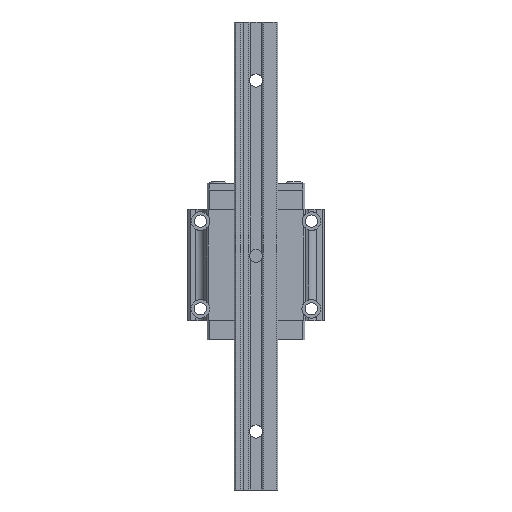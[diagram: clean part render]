
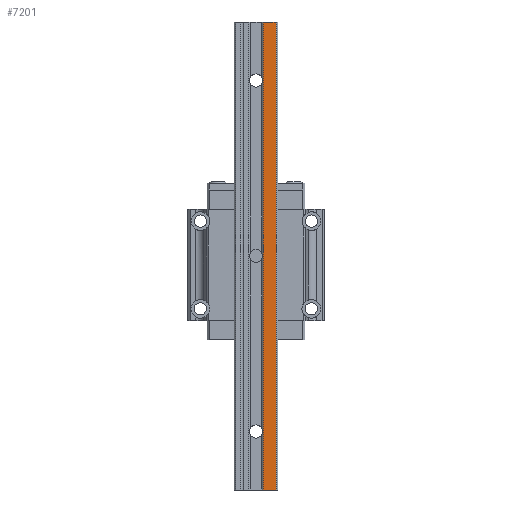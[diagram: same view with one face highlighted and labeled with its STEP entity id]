
A CAD part, front view. The second image highlights one B-rep face of the part: STEP entity #7201.
In plain terms, the highlighted planar face has unit normal (0, -1, 0).
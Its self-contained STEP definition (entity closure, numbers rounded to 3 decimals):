
#64 = CARTESIAN_POINT ( 'NONE',  ( 14.4, 0., -160. ) ) ;
#192 = VERTEX_POINT ( 'NONE', #5608 ) ;
#459 = DIRECTION ( 'NONE',  ( 0., 0., -1. ) ) ;
#643 = AXIS2_PLACEMENT_3D ( 'NONE', #2276, #1367, #459 ) ;
#1070 = VECTOR ( 'NONE', #5547, 1000. ) ;
#1238 = DIRECTION ( 'NONE',  ( 1., 0., 0. ) ) ;
#1367 = DIRECTION ( 'NONE',  ( 0., -1., 0. ) ) ;
#1696 = EDGE_CURVE ( 'NONE', #3483, #192, #3055, .T. ) ;
#1752 = ORIENTED_EDGE ( 'NONE', *, *, #6720, .T. ) ;
#1820 = ORIENTED_EDGE ( 'NONE', *, *, #1696, .F. ) ;
#2145 = CARTESIAN_POINT ( 'NONE',  ( 10., 0., 0. ) ) ;
#2276 = CARTESIAN_POINT ( 'NONE',  ( 10., 0., -160. ) ) ;
#2573 = EDGE_CURVE ( 'NONE', #3057, #3483, #7897, .T. ) ;
#2658 = VECTOR ( 'NONE', #6105, 1000. ) ;
#2865 = DIRECTION ( 'NONE',  ( 0., 0., 1. ) ) ;
#3055 = LINE ( 'NONE', #2145, #7215 ) ;
#3057 = VERTEX_POINT ( 'NONE', #8780 ) ;
#3185 = PLANE ( 'NONE',  #643 ) ;
#3483 = VERTEX_POINT ( 'NONE', #6090 ) ;
#3778 = CARTESIAN_POINT ( 'NONE',  ( 14.4, 0., -160. ) ) ;
#4534 = ORIENTED_EDGE ( 'NONE', *, *, #6639, .T. ) ;
#4670 = VERTEX_POINT ( 'NONE', #64 ) ;
#4696 = LINE ( 'NONE', #3778, #6589 ) ;
#5547 = DIRECTION ( 'NONE',  ( 1., 0., 0. ) ) ;
#5568 = EDGE_LOOP ( 'NONE', ( #1820, #7705, #4534, #1752 ) ) ;
#5608 = CARTESIAN_POINT ( 'NONE',  ( 14.4, 0., 0. ) ) ;
#6090 = CARTESIAN_POINT ( 'NONE',  ( 10., 0., 0. ) ) ;
#6105 = DIRECTION ( 'NONE',  ( 0., 0., 1. ) ) ;
#6458 = CARTESIAN_POINT ( 'NONE',  ( 10., 0., -160. ) ) ;
#6589 = VECTOR ( 'NONE', #2865, 1000. ) ;
#6639 = EDGE_CURVE ( 'NONE', #3057, #4670, #7357, .T. ) ;
#6720 = EDGE_CURVE ( 'NONE', #4670, #192, #4696, .T. ) ;
#7015 = CARTESIAN_POINT ( 'NONE',  ( 10., 0., -160. ) ) ;
#7201 = ADVANCED_FACE ( 'NONE', ( #8358 ), #3185, .T. ) ;
#7215 = VECTOR ( 'NONE', #1238, 1000. ) ;
#7357 = LINE ( 'NONE', #6458, #1070 ) ;
#7705 = ORIENTED_EDGE ( 'NONE', *, *, #2573, .F. ) ;
#7897 = LINE ( 'NONE', #7015, #2658 ) ;
#8358 = FACE_OUTER_BOUND ( 'NONE', #5568, .T. ) ;
#8780 = CARTESIAN_POINT ( 'NONE',  ( 10., 0., -160. ) ) ;
